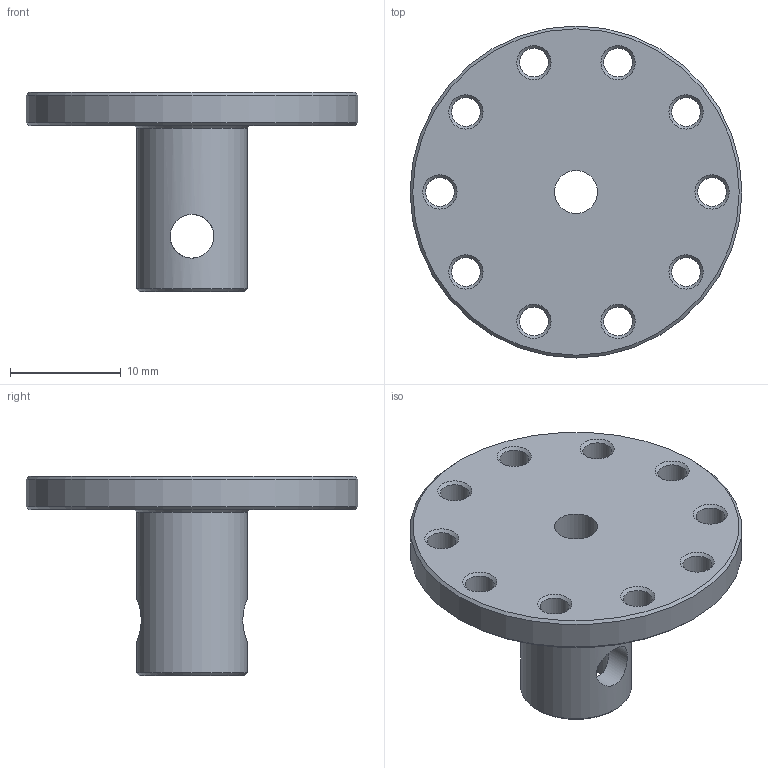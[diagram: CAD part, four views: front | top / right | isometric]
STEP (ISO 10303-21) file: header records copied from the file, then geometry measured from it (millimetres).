
FILE_DESCRIPTION(/* description */ (''),/* implementation_level */ '2;1');
FILE_NAME(/* name */ 'flaps-drum-right v2.step',/* time_stamp */ '2023-12-11T17:52:00+08:00',/* author */ (''),/* organization */ (''),/* preprocessor_version */ 'ST-DEVELOPER v20',/* originating_system */ 'Autodesk Translation Framework v12.14.0.127',/* authorisation */ '');
FILE_SCHEMA (('AUTOMOTIVE_DESIGN { 1 0 10303 214 3 1 1 }'));
Length unit declared in the file: millimetre
Products named in the file (1): flaps-drum-right
Bounding box: 30 x 30 x 18 mm (x, y, z)
Volume: 2690.5 mm3; surface area: 2503.9 mm2
Topology: 1 solids, 1 shells, 46 faces, 124 edges, 82 vertices
Faces by surface type: cone 26, cylinder 16, plane 4
Full cylindrical faces by diameter (mm): 2.6 x10, 3.9 x1, 3.95 x2, 6 x1, 10 x1, 30 x1
Entity records: 1693 total; most frequent: CARTESIAN_POINT 391, DIRECTION 284, ORIENTED_EDGE 248, EDGE_CURVE 124, AXIS2_PLACEMENT_3D 121, VERTEX_POINT 82, CIRCLE 74, EDGE_LOOP 74
